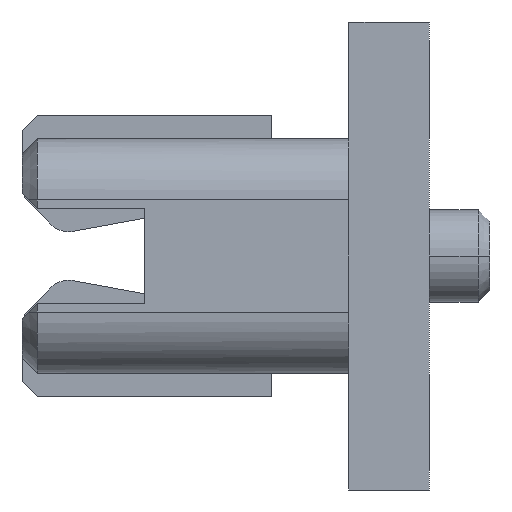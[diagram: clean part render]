
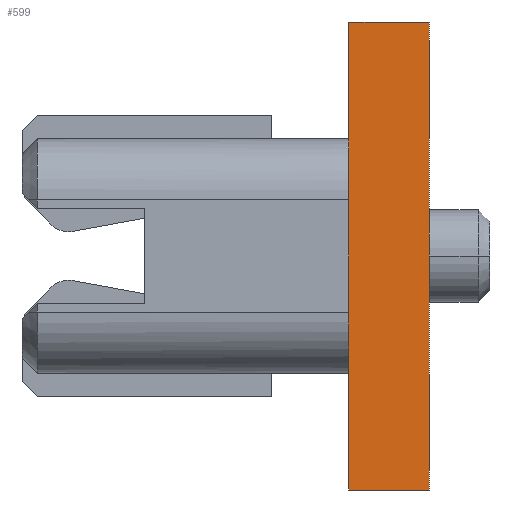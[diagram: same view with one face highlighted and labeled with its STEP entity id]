
A CAD part, left-side view. The second image highlights one B-rep face of the part: STEP entity #599.
In plain terms, the highlighted planar face has unit normal (-1, 0, 0).
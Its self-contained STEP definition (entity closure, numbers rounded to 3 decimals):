
#599=ADVANCED_FACE('',(#3018),#3019,.T.);
#3018=FACE_OUTER_BOUND('',#6958,.T.);
#3019=PLANE('',#6959);
#6958=EDGE_LOOP('',(#13209,#13210,#13211,#13212));
#6959=AXIS2_PLACEMENT_3D('',#13213,#13214,#13215);
#13209=ORIENTED_EDGE('',*,*,#28162,.F.);
#13210=ORIENTED_EDGE('',*,*,#28151,.F.);
#13211=ORIENTED_EDGE('',*,*,#28146,.T.);
#13212=ORIENTED_EDGE('',*,*,#28136,.T.);
#13213=CARTESIAN_POINT('',(-17.95,1.05,-3.05));
#13214=DIRECTION('',(-1.0,0.0,0.0));
#13215=DIRECTION('',(0.0,0.0,1.0));
#28136=EDGE_CURVE('',#35083,#35081,#35084,.T.);
#28146=EDGE_CURVE('',#35099,#35083,#35100,.T.);
#28151=EDGE_CURVE('',#35099,#35107,#35108,.T.);
#28162=EDGE_CURVE('',#35107,#35081,#35127,.T.);
#35081=VERTEX_POINT('',#45176);
#35083=VERTEX_POINT('',#45179);
#35084=LINE('',#45180,#45181);
#35099=VERTEX_POINT('',#45203);
#35100=LINE('',#45204,#45205);
#35107=VERTEX_POINT('',#45216);
#35108=LINE('',#45217,#45218);
#35127=LINE('',#45243,#45244);
#45176=CARTESIAN_POINT('',(-17.95,1.05,-3.05));
#45179=CARTESIAN_POINT('',(-17.95,1.05,3.05));
#45180=CARTESIAN_POINT('',(-17.95,1.05,3.05));
#45181=VECTOR('',#55134,6.1);
#45203=CARTESIAN_POINT('',(-17.95,0.0,3.05));
#45204=CARTESIAN_POINT('',(-17.95,0.0,3.05));
#45205=VECTOR('',#55148,1.05);
#45216=CARTESIAN_POINT('',(-17.95,0.0,-3.05));
#45217=CARTESIAN_POINT('',(-17.95,0.0,3.05));
#45218=VECTOR('',#55153,6.1);
#45243=CARTESIAN_POINT('',(-17.95,0.0,-3.05));
#45244=VECTOR('',#55172,1.05);
#55134=DIRECTION('',(0.0,0.0,-1.0));
#55148=DIRECTION('',(0.0,1.0,0.0));
#55153=DIRECTION('',(0.0,0.0,-1.0));
#55172=DIRECTION('',(0.0,1.0,0.0));
